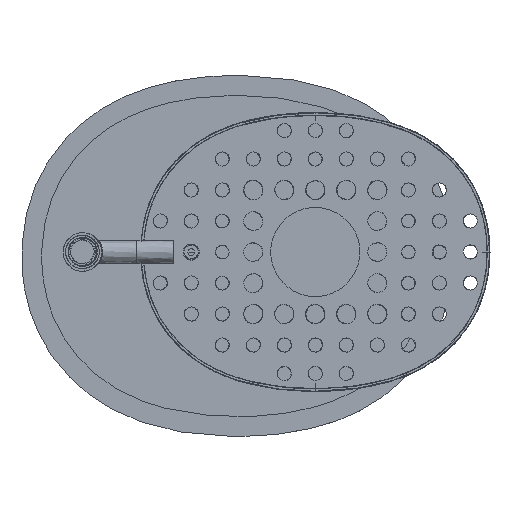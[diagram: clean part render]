
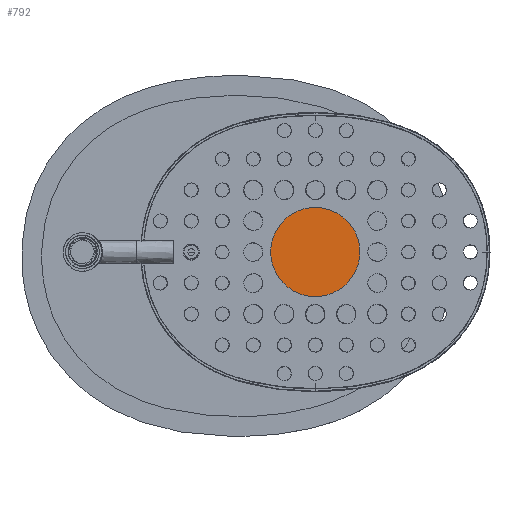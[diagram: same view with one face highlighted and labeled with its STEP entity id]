
A CAD part, top view. The second image highlights one B-rep face of the part: STEP entity #792.
In plain terms, the highlighted planar face has unit normal (0, 0, 1).
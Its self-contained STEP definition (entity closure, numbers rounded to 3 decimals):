
#792=ADVANCED_FACE($,(#1054),#4407,.T.);
#1054=FACE_OUTER_BOUND($,#1427,.T.);
#1427=EDGE_LOOP($,(#2490,#2491));
#2490=ORIENTED_EDGE($,*,*,#3411,.F.);
#2491=ORIENTED_EDGE($,*,*,#3412,.F.);
#3411=EDGE_CURVE($,#4046,#4045,#4476,.T.);
#3412=EDGE_CURVE($,#4045,#4046,#4477,.T.);
#4045=VERTEX_POINT($,#37942);
#4046=VERTEX_POINT($,#37943);
#4407=PLANE($,#6267);
#4476=(
BOUNDED_CURVE()
B_SPLINE_CURVE(2,(#37903,#37904,#37905,#37906,#37907),.UNSPECIFIED.,.F.,
.F.)
B_SPLINE_CURVE_WITH_KNOTS((3,2,3),(0.,54.192,108.385),
.UNSPECIFIED.)
CURVE()
GEOMETRIC_REPRESENTATION_ITEM()
RATIONAL_B_SPLINE_CURVE((1.,0.707,1.,0.707,1.))
REPRESENTATION_ITEM($)
);
#4477=(
BOUNDED_CURVE()
B_SPLINE_CURVE(2,(#37908,#37909,#37910,#37911,#37912),.UNSPECIFIED.,.F.,
.F.)
B_SPLINE_CURVE_WITH_KNOTS((3,2,3),(-108.385,-54.192,0.),
.UNSPECIFIED.)
CURVE()
GEOMETRIC_REPRESENTATION_ITEM()
RATIONAL_B_SPLINE_CURVE((1.,0.707,1.,0.707,1.))
REPRESENTATION_ITEM($)
);
#6267=AXIS2_PLACEMENT_3D($,#37929,#6328,$);
#6328=DIRECTION($,(0.,0.,1.));
#37903=CARTESIAN_POINT($,(28.,-34.5,2.236));
#37904=CARTESIAN_POINT($,(-6.5,-34.5,2.236));
#37905=CARTESIAN_POINT($,(-6.5,0.,2.236));
#37906=CARTESIAN_POINT($,(-6.5,34.5,2.236));
#37907=CARTESIAN_POINT($,(28.,34.5,2.236));
#37908=CARTESIAN_POINT($,(28.,34.5,2.236));
#37909=CARTESIAN_POINT($,(62.5,34.5,2.236));
#37910=CARTESIAN_POINT($,(62.5,0.,2.236));
#37911=CARTESIAN_POINT($,(62.5,-34.5,2.236));
#37912=CARTESIAN_POINT($,(28.,-34.5,2.236));
#37929=CARTESIAN_POINT($,(-7.19,-35.19,2.236));
#37942=CARTESIAN_POINT($,(28.,34.5,2.236));
#37943=CARTESIAN_POINT($,(28.,-34.5,2.236));
